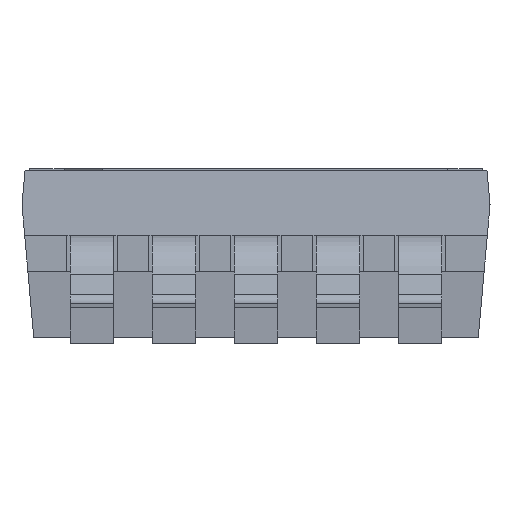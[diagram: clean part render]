
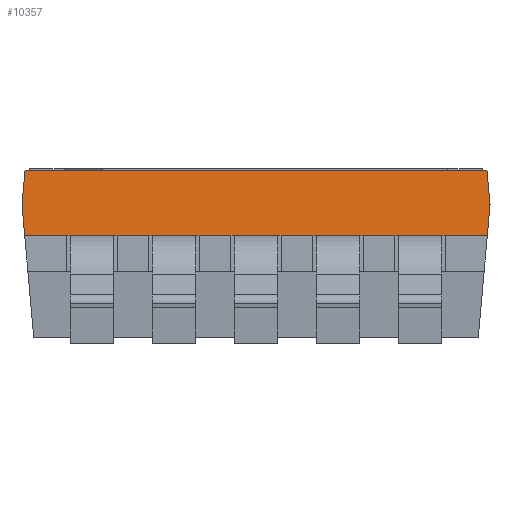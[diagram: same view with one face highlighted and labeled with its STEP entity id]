
A CAD part, left-side view. The second image highlights one B-rep face of the part: STEP entity #10357.
In plain terms, the highlighted planar face has unit normal (-0.996, 0, 0.087).
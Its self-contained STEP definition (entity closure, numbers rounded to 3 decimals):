
#787=FACE_OUTER_BOUND('',#1362,.T.);
#1362=EDGE_LOOP('',(#9299,#9300,#9301,#9302,#9303,#9304));
#2429=LINE('',#16998,#3581);
#2432=LINE('',#17003,#3584);
#2437=LINE('',#17011,#3589);
#2473=LINE('',#17082,#3625);
#2478=LINE('',#17090,#3630);
#2479=LINE('',#17094,#3631);
#3581=VECTOR('',#13990,1.);
#3584=VECTOR('',#13995,1.);
#3589=VECTOR('',#14002,1.);
#3625=VECTOR('',#14070,1.);
#3630=VECTOR('',#14077,1.);
#3631=VECTOR('',#14082,1.);
#4931=VERTEX_POINT('',#16995);
#4932=VERTEX_POINT('',#16997);
#4933=VERTEX_POINT('',#17001);
#4935=VERTEX_POINT('',#17009);
#4954=VERTEX_POINT('',#17080);
#4956=VERTEX_POINT('',#17088);
#6361=EDGE_CURVE('',#4932,#4931,#2429,.T.);
#6364=EDGE_CURVE('',#4931,#4933,#2432,.T.);
#6369=EDGE_CURVE('',#4933,#4935,#2437,.T.);
#6405=EDGE_CURVE('',#4935,#4954,#2473,.T.);
#6410=EDGE_CURVE('',#4956,#4954,#2478,.T.);
#6412=EDGE_CURVE('',#4956,#4932,#2479,.T.);
#9299=ORIENTED_EDGE('',*,*,#6361,.T.);
#9300=ORIENTED_EDGE('',*,*,#6364,.T.);
#9301=ORIENTED_EDGE('',*,*,#6369,.T.);
#9302=ORIENTED_EDGE('',*,*,#6405,.T.);
#9303=ORIENTED_EDGE('',*,*,#6410,.F.);
#9304=ORIENTED_EDGE('',*,*,#6412,.T.);
#9799=PLANE('',#11266);
#10357=ADVANCED_FACE('',(#787),#9799,.T.);
#11266=AXIS2_PLACEMENT_3D('',#17104,#14098,#14099);
#13990=DIRECTION('',(-0.087,-0.087,-0.992));
#13995=DIRECTION('',(0.,-1.,0.));
#14002=DIRECTION('',(0.087,-0.087,0.992));
#14070=DIRECTION('',(0.087,0.087,0.992));
#14077=DIRECTION('',(0.,-1.,0.));
#14082=DIRECTION('',(-0.087,0.087,-0.992));
#14098=DIRECTION('center_axis',(-0.996,0.,
0.087));
#14099=DIRECTION('ref_axis',(-0.087,0.,-0.996));
#16995=CARTESIAN_POINT('',(-7.7,3.213,1.5));
#16997=CARTESIAN_POINT('',(-7.663,3.25,1.925));
#16998=CARTESIAN_POINT('',(-7.651,3.262,2.062));
#17001=CARTESIAN_POINT('',(-7.7,-3.213,1.5));
#17003=CARTESIAN_POINT('',(-7.7,3.25,1.5));
#17009=CARTESIAN_POINT('',(-7.663,-3.25,1.925));
#17011=CARTESIAN_POINT('',(-7.82,-3.092,0.132));
#17080=CARTESIAN_POINT('',(-7.621,-3.208,2.405));
#17082=CARTESIAN_POINT('',(-7.626,-3.213,2.344));
#17088=CARTESIAN_POINT('',(-7.621,3.208,2.405));
#17090=CARTESIAN_POINT('',(-7.621,3.25,2.405));
#17094=CARTESIAN_POINT('',(-7.507,3.093,3.712));
#17104=CARTESIAN_POINT('Origin',(-7.621,3.25,2.405));
